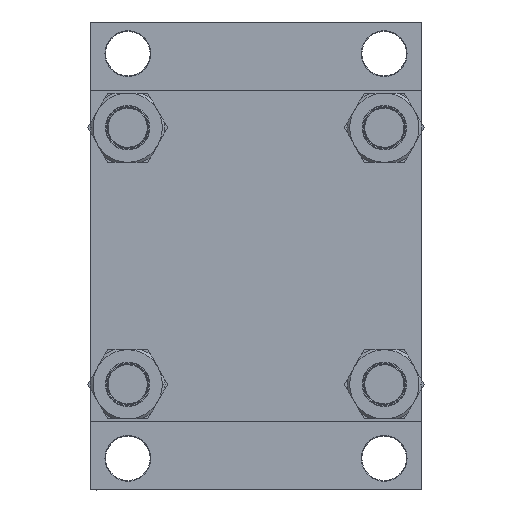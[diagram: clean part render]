
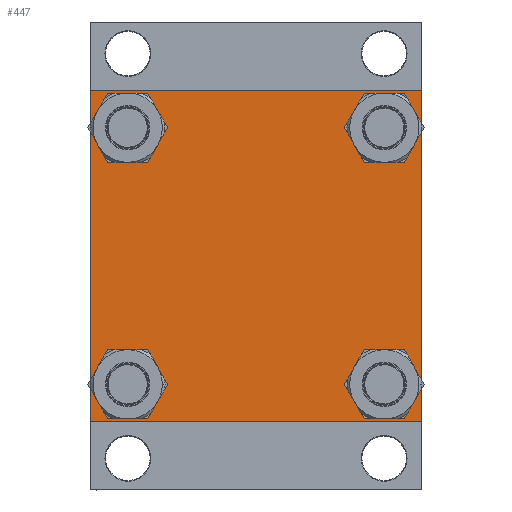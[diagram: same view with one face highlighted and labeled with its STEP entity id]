
A CAD part, left-side view. The second image highlights one B-rep face of the part: STEP entity #447.
In plain terms, the highlighted planar face has unit normal (-1, 0, 0).
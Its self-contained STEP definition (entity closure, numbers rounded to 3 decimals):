
#38 = VERTEX_POINT ( 'NONE', #19343 ) ;
#166 = VECTOR ( 'NONE', #11835, 1000. ) ;
#265 = VECTOR ( 'NONE', #12169, 1000. ) ;
#447 = ADVANCED_FACE ( 'NONE', ( #13261, #35896, #6031, #10353, #47200 ), #14208, .T. ) ;
#765 = ORIENTED_EDGE ( 'NONE', *, *, #29398, .T. ) ;
#1059 = EDGE_LOOP ( 'NONE', ( #46888, #39134 ) ) ;
#1807 = VERTEX_POINT ( 'NONE', #33426 ) ;
#2039 = CARTESIAN_POINT ( 'NONE',  ( 0., 122.25, 122.25 ) ) ;
#2647 = DIRECTION ( 'NONE',  ( 0., 0., 1. ) ) ;
#3192 = DIRECTION ( 'NONE',  ( 0., 0.707, 0.707 ) ) ;
#3214 = ORIENTED_EDGE ( 'NONE', *, *, #6175, .T. ) ;
#3233 = DIRECTION ( 'NONE',  ( 0., 0., -1. ) ) ;
#4384 = ORIENTED_EDGE ( 'NONE', *, *, #41780, .T. ) ;
#4433 = ORIENTED_EDGE ( 'NONE', *, *, #13850, .T. ) ;
#4615 = VERTEX_POINT ( 'NONE', #34794 ) ;
#5349 = CIRCLE ( 'NONE', #32251, 15.5 ) ;
#5472 = VERTEX_POINT ( 'NONE', #14011 ) ;
#6031 = FACE_BOUND ( 'NONE', #34176, .T. ) ;
#6102 = ORIENTED_EDGE ( 'NONE', *, *, #30284, .T. ) ;
#6175 = EDGE_CURVE ( 'NONE', #20999, #28248, #10470, .T. ) ;
#6859 = VERTEX_POINT ( 'NONE', #34437 ) ;
#6932 = CIRCLE ( 'NONE', #24586, 15.5 ) ;
#7139 = DIRECTION ( 'NONE',  ( 0., -0.707, 0.707 ) ) ;
#7140 = AXIS2_PLACEMENT_3D ( 'NONE', #13731, #17325, #2647 ) ;
#7602 = EDGE_LOOP ( 'NONE', ( #3214, #14049, #17730, #4433, #31610, #765, #27860, #38559 ) ) ;
#7756 = CARTESIAN_POINT ( 'NONE',  ( 0., 95.1, -95.1 ) ) ;
#7813 = ORIENTED_EDGE ( 'NONE', *, *, #42571, .T. ) ;
#8566 = EDGE_LOOP ( 'NONE', ( #37422, #7813 ) ) ;
#9520 = DIRECTION ( 'NONE',  ( 0., 0., 1. ) ) ;
#10227 = CARTESIAN_POINT ( 'NONE',  ( 0., 122.5, 122.5 ) ) ;
#10244 = VERTEX_POINT ( 'NONE', #37562 ) ;
#10353 = FACE_BOUND ( 'NONE', #23833, .T. ) ;
#10470 = LINE ( 'NONE', #10227, #22559 ) ;
#10492 = DIRECTION ( 'NONE',  ( 1., 0., 0. ) ) ;
#11237 = CARTESIAN_POINT ( 'NONE',  ( 0., 122.25, -122.25 ) ) ;
#11835 = DIRECTION ( 'NONE',  ( 0., -1., 0. ) ) ;
#11861 = EDGE_CURVE ( 'NONE', #35906, #5472, #41989, .T. ) ;
#11864 = LINE ( 'NONE', #30872, #24722 ) ;
#11972 = CIRCLE ( 'NONE', #29634, 15.5 ) ;
#12162 = ORIENTED_EDGE ( 'NONE', *, *, #47314, .T. ) ;
#12169 = DIRECTION ( 'NONE',  ( 0., -1., 0. ) ) ;
#12181 = DIRECTION ( 'NONE',  ( 0., 0.707, -0.707 ) ) ;
#13017 = AXIS2_PLACEMENT_3D ( 'NONE', #47582, #10492, #32646 ) ;
#13261 = FACE_BOUND ( 'NONE', #8566, .T. ) ;
#13674 = VERTEX_POINT ( 'NONE', #17771 ) ;
#13731 = CARTESIAN_POINT ( 'NONE',  ( 0., 0., 0. ) ) ;
#13850 = EDGE_CURVE ( 'NONE', #22435, #38, #47599, .T. ) ;
#14011 = CARTESIAN_POINT ( 'NONE',  ( 0., -95.1, 79.6 ) ) ;
#14049 = ORIENTED_EDGE ( 'NONE', *, *, #14895, .T. ) ;
#14116 = CARTESIAN_POINT ( 'NONE',  ( 0., -122.25, -122.25 ) ) ;
#14208 = PLANE ( 'NONE',  #7140 ) ;
#14895 = EDGE_CURVE ( 'NONE', #28248, #36178, #26159, .T. ) ;
#15312 = DIRECTION ( 'NONE',  ( 0., 0., 1. ) ) ;
#16088 = CARTESIAN_POINT ( 'NONE',  ( 0., -95.1, 95.1 ) ) ;
#16270 = CARTESIAN_POINT ( 'NONE',  ( 0., -95.1, 95.1 ) ) ;
#17325 = DIRECTION ( 'NONE',  ( -1., 0., 0. ) ) ;
#17730 = ORIENTED_EDGE ( 'NONE', *, *, #34795, .T. ) ;
#17771 = CARTESIAN_POINT ( 'NONE',  ( 0., 95.1, -79.6 ) ) ;
#18125 = LINE ( 'NONE', #32585, #40730 ) ;
#18571 = DIRECTION ( 'NONE',  ( 1., 0., 0. ) ) ;
#18748 = VERTEX_POINT ( 'NONE', #41117 ) ;
#19047 = CARTESIAN_POINT ( 'NONE',  ( 0., 122.5, -122.5 ) ) ;
#19260 = CARTESIAN_POINT ( 'NONE',  ( 0., 95.1, 110.6 ) ) ;
#19343 = CARTESIAN_POINT ( 'NONE',  ( 0., -122.5, -122. ) ) ;
#20495 = AXIS2_PLACEMENT_3D ( 'NONE', #43035, #46186, #31262 ) ;
#20537 = CARTESIAN_POINT ( 'NONE',  ( 0., 122.5, -122. ) ) ;
#20999 = VERTEX_POINT ( 'NONE', #21075 ) ;
#21075 = CARTESIAN_POINT ( 'NONE',  ( 0., 122.5, 122. ) ) ;
#21113 = AXIS2_PLACEMENT_3D ( 'NONE', #7756, #18571, #22421 ) ;
#21786 = CIRCLE ( 'NONE', #36410, 15.5 ) ;
#22421 = DIRECTION ( 'NONE',  ( 0., 0., 1. ) ) ;
#22435 = VERTEX_POINT ( 'NONE', #29478 ) ;
#22514 = CARTESIAN_POINT ( 'NONE',  ( 0., 95.1, -95.1 ) ) ;
#22559 = VECTOR ( 'NONE', #3233, 1000. ) ;
#22840 = CARTESIAN_POINT ( 'NONE',  ( 0., 95.1, 95.1 ) ) ;
#23163 = EDGE_CURVE ( 'NONE', #1807, #25536, #35136, .T. ) ;
#23433 = CIRCLE ( 'NONE', #21113, 15.5 ) ;
#23833 = EDGE_LOOP ( 'NONE', ( #12162, #6102 ) ) ;
#24586 = AXIS2_PLACEMENT_3D ( 'NONE', #22840, #26000, #41159 ) ;
#24722 = VECTOR ( 'NONE', #27492, 1000. ) ;
#25323 = CIRCLE ( 'NONE', #13017, 15.5 ) ;
#25536 = VERTEX_POINT ( 'NONE', #31000 ) ;
#26000 = DIRECTION ( 'NONE',  ( 1., 0., 0. ) ) ;
#26159 = LINE ( 'NONE', #11237, #36554 ) ;
#26461 = VERTEX_POINT ( 'NONE', #19260 ) ;
#26505 = CARTESIAN_POINT ( 'NONE',  ( 0., 122., -122.5 ) ) ;
#27236 = ORIENTED_EDGE ( 'NONE', *, *, #30060, .T. ) ;
#27492 = DIRECTION ( 'NONE',  ( 0., 0., -1. ) ) ;
#27860 = ORIENTED_EDGE ( 'NONE', *, *, #41148, .F. ) ;
#28248 = VERTEX_POINT ( 'NONE', #20537 ) ;
#29033 = EDGE_CURVE ( 'NONE', #25536, #1807, #25323, .T. ) ;
#29398 = EDGE_CURVE ( 'NONE', #10244, #4615, #18125, .T. ) ;
#29478 = CARTESIAN_POINT ( 'NONE',  ( 0., -122., -122.5 ) ) ;
#29634 = AXIS2_PLACEMENT_3D ( 'NONE', #34337, #41080, #15312 ) ;
#29842 = VECTOR ( 'NONE', #7139, 1000. ) ;
#30060 = EDGE_CURVE ( 'NONE', #18748, #13674, #5349, .T. ) ;
#30284 = EDGE_CURVE ( 'NONE', #37579, #26461, #6932, .T. ) ;
#30705 = LINE ( 'NONE', #45391, #265 ) ;
#30710 = DIRECTION ( 'NONE',  ( 0., 0., 1. ) ) ;
#30787 = DIRECTION ( 'NONE',  ( 1., 0., 0. ) ) ;
#30872 = CARTESIAN_POINT ( 'NONE',  ( 0., -122.5, 122.5 ) ) ;
#31000 = CARTESIAN_POINT ( 'NONE',  ( 0., -95.1, -110.6 ) ) ;
#31262 = DIRECTION ( 'NONE',  ( 0., 0., 1. ) ) ;
#31610 = ORIENTED_EDGE ( 'NONE', *, *, #33014, .F. ) ;
#32251 = AXIS2_PLACEMENT_3D ( 'NONE', #22514, #33855, #30710 ) ;
#32585 = CARTESIAN_POINT ( 'NONE',  ( 0., -122.25, 122.25 ) ) ;
#32646 = DIRECTION ( 'NONE',  ( 0., 0., 1. ) ) ;
#33014 = EDGE_CURVE ( 'NONE', #10244, #38, #11864, .T. ) ;
#33335 = EDGE_CURVE ( 'NONE', #6859, #20999, #45169, .T. ) ;
#33426 = CARTESIAN_POINT ( 'NONE',  ( 0., -95.1, -79.6 ) ) ;
#33855 = DIRECTION ( 'NONE',  ( 1., 0., 0. ) ) ;
#34105 = DIRECTION ( 'NONE',  ( 0., -0.707, -0.707 ) ) ;
#34176 = EDGE_LOOP ( 'NONE', ( #4384, #27236 ) ) ;
#34337 = CARTESIAN_POINT ( 'NONE',  ( 0., 95.1, 95.1 ) ) ;
#34437 = CARTESIAN_POINT ( 'NONE',  ( 0., 122., 122.5 ) ) ;
#34794 = CARTESIAN_POINT ( 'NONE',  ( 0., -122., 122.5 ) ) ;
#34795 = EDGE_CURVE ( 'NONE', #36178, #22435, #44108, .T. ) ;
#35136 = CIRCLE ( 'NONE', #20495, 15.5 ) ;
#35896 = FACE_BOUND ( 'NONE', #1059, .T. ) ;
#35906 = VERTEX_POINT ( 'NONE', #38381 ) ;
#36178 = VERTEX_POINT ( 'NONE', #26505 ) ;
#36410 = AXIS2_PLACEMENT_3D ( 'NONE', #16270, #41813, #9520 ) ;
#36554 = VECTOR ( 'NONE', #34105, 1000. ) ;
#37422 = ORIENTED_EDGE ( 'NONE', *, *, #11861, .T. ) ;
#37562 = CARTESIAN_POINT ( 'NONE',  ( 0., -122.5, 122. ) ) ;
#37579 = VERTEX_POINT ( 'NONE', #43984 ) ;
#38381 = CARTESIAN_POINT ( 'NONE',  ( 0., -95.1, 110.6 ) ) ;
#38559 = ORIENTED_EDGE ( 'NONE', *, *, #33335, .T. ) ;
#39134 = ORIENTED_EDGE ( 'NONE', *, *, #29033, .T. ) ;
#39336 = VECTOR ( 'NONE', #12181, 1000. ) ;
#40730 = VECTOR ( 'NONE', #3192, 1000. ) ;
#41080 = DIRECTION ( 'NONE',  ( 1., 0., 0. ) ) ;
#41117 = CARTESIAN_POINT ( 'NONE',  ( 0., 95.1, -110.6 ) ) ;
#41148 = EDGE_CURVE ( 'NONE', #6859, #4615, #30705, .T. ) ;
#41159 = DIRECTION ( 'NONE',  ( 0., 0., 1. ) ) ;
#41780 = EDGE_CURVE ( 'NONE', #13674, #18748, #23433, .T. ) ;
#41813 = DIRECTION ( 'NONE',  ( 1., 0., 0. ) ) ;
#41989 = CIRCLE ( 'NONE', #42731, 15.5 ) ;
#42571 = EDGE_CURVE ( 'NONE', #5472, #35906, #21786, .T. ) ;
#42731 = AXIS2_PLACEMENT_3D ( 'NONE', #16088, #30787, #44526 ) ;
#43035 = CARTESIAN_POINT ( 'NONE',  ( 0., -95.1, -95.1 ) ) ;
#43984 = CARTESIAN_POINT ( 'NONE',  ( 0., 95.1, 79.6 ) ) ;
#44108 = LINE ( 'NONE', #19047, #166 ) ;
#44526 = DIRECTION ( 'NONE',  ( 0., 0., 1. ) ) ;
#45169 = LINE ( 'NONE', #2039, #39336 ) ;
#45391 = CARTESIAN_POINT ( 'NONE',  ( 0., 122.5, 122.5 ) ) ;
#46186 = DIRECTION ( 'NONE',  ( 1., 0., 0. ) ) ;
#46888 = ORIENTED_EDGE ( 'NONE', *, *, #23163, .T. ) ;
#47200 = FACE_OUTER_BOUND ( 'NONE', #7602, .T. ) ;
#47314 = EDGE_CURVE ( 'NONE', #26461, #37579, #11972, .T. ) ;
#47582 = CARTESIAN_POINT ( 'NONE',  ( 0., -95.1, -95.1 ) ) ;
#47599 = LINE ( 'NONE', #14116, #29842 ) ;
